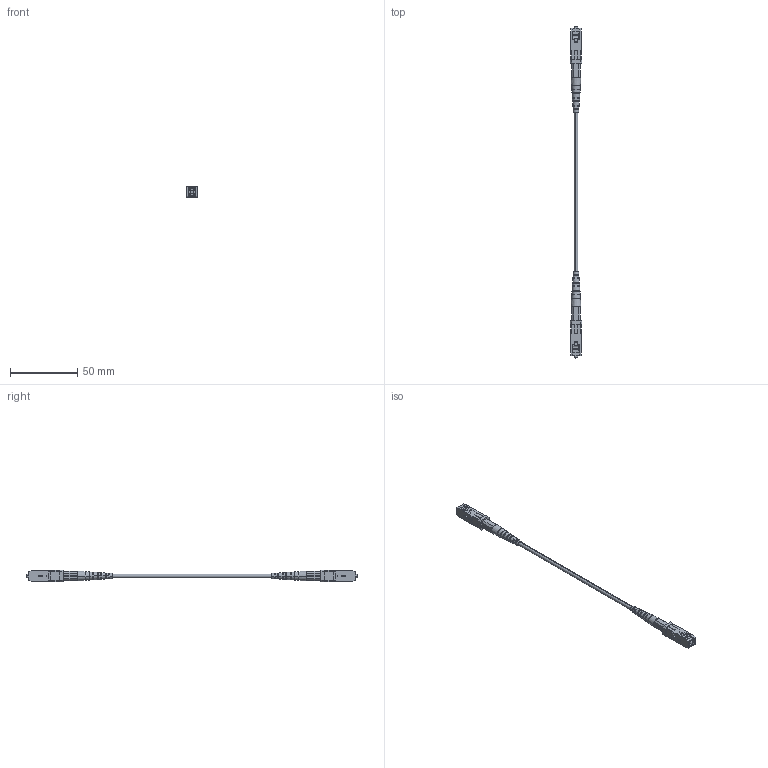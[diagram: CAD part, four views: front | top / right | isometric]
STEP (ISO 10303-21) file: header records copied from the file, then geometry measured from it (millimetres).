
FILE_DESCRIPTION (( 'STEP AP214' ), '1' );
FILE_NAME ('SFOBISC.STEP', '2011-04-06T19:27:26', ( 'x' ), ( 'Microsoft' ), 'SwSTEP 2.0', 'SolidWorks 2010', '' );
FILE_SCHEMA (( 'AUTOMOTIVE_DESIGN' ));
Length unit declared in the file: inch
Products named in the file (7): FOC-101BA MA1; FOC-101BA MA2; FOC-101BA MA3; FOC-101BA; SFOBISC; FOC-101BA MA4; N601-INS-SF-10C
Assembly tree (7 placements, depth 3):
  SFOBISC
    FOC-101BA  x2
      FOC-101BA MA1
      FOC-101BA MA2
      FOC-101BA MA4
      FOC-101BA MA3
    N601-INS-SF-10C
Bounding box: 8.89 x 246.23 x 8.89 mm (x, y, z)
Volume: 4381.3 mm3; surface area: 9160.1 mm2
Topology: 9 solids, 9 shells, 544 faces, 1580 edges, 1036 vertices
Faces by surface type: plane 474, cylinder 50, cone 16, torus 4
Entity records: 10719 total; most frequent: CARTESIAN_POINT 1980, ORIENTED_EDGE 1586, DIRECTION 1463, EDGE_CURVE 793, VECTOR 569, LINE 569, VERTEX_POINT 520, AXIS2_PLACEMENT_3D 447
